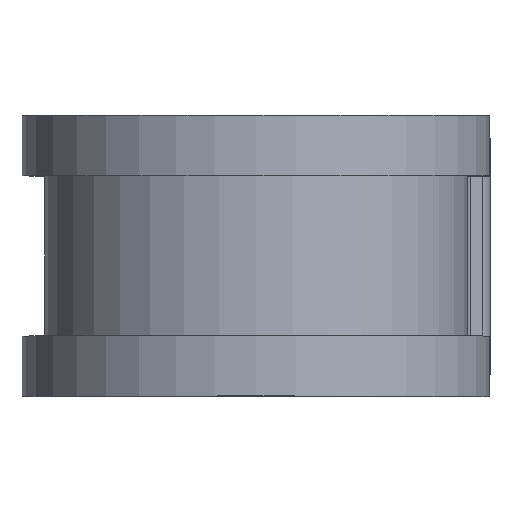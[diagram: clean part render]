
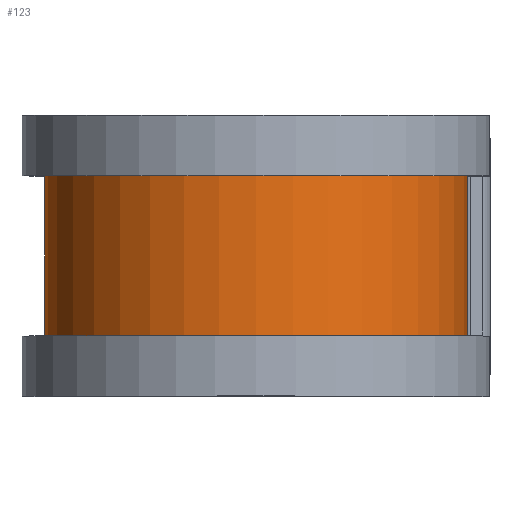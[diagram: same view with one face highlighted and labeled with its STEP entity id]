
A CAD part, top view. The second image highlights one B-rep face of the part: STEP entity #123.
In plain terms, the highlighted cylindrical face has radius 14.237 mm (diameter 28.473 mm), a partial arc.
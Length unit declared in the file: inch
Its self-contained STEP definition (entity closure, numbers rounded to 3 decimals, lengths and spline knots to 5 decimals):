
#30 = VERTEX_POINT ( 'NONE', #268 ) ;
#101 = EDGE_LOOP ( 'NONE', ( #1000, #802, #1377, #1304 ) ) ;
#123 = ADVANCED_FACE ( 'NONE', ( #1571 ), #1574, .T. ) ;
#138 = CIRCLE ( 'NONE', #322, 0.5605 ) ;
#147 = EDGE_CURVE ( 'NONE', #750, #1359, #1581, .T. ) ;
#193 = VERTEX_POINT ( 'NONE', #1643 ) ;
#251 = VECTOR ( 'NONE', #1052, 39.37008 ) ;
#268 = CARTESIAN_POINT ( 'NONE',  ( 0.5605, -0.2125, 0. ) ) ;
#273 = LINE ( 'NONE', #1085, #251 ) ;
#322 = AXIS2_PLACEMENT_3D ( 'NONE', #1459, #710, #1608 ) ;
#323 = CIRCLE ( 'NONE', #1043, 0.5605 ) ;
#470 = CARTESIAN_POINT ( 'NONE',  ( 0., 0.2125, -0.5605 ) ) ;
#545 = CARTESIAN_POINT ( 'NONE',  ( 0., 0.3125, 0. ) ) ;
#613 = DIRECTION ( 'NONE',  ( 0., -1., 0. ) ) ;
#710 = DIRECTION ( 'NONE',  ( 0., -1., 0. ) ) ;
#750 = VERTEX_POINT ( 'NONE', #470 ) ;
#802 = ORIENTED_EDGE ( 'NONE', *, *, #904, .T. ) ;
#904 = EDGE_CURVE ( 'NONE', #193, #750, #323, .T. ) ;
#913 = EDGE_CURVE ( 'NONE', #193, #30, #273, .T. ) ;
#948 = CARTESIAN_POINT ( 'NONE',  ( 0., -0.2125, -0.5605 ) ) ;
#1000 = ORIENTED_EDGE ( 'NONE', *, *, #913, .F. ) ;
#1043 = AXIS2_PLACEMENT_3D ( 'NONE', #1089, #1096, #1111 ) ;
#1052 = DIRECTION ( 'NONE',  ( 0., -1., 0. ) ) ;
#1061 = EDGE_CURVE ( 'NONE', #30, #1359, #138, .T. ) ;
#1085 = CARTESIAN_POINT ( 'NONE',  ( 0.5605, 0.3125, 0. ) ) ;
#1089 = CARTESIAN_POINT ( 'NONE',  ( 0., 0.2125, 0. ) ) ;
#1096 = DIRECTION ( 'NONE',  ( 0., -1., 0. ) ) ;
#1111 = DIRECTION ( 'NONE',  ( 0., 0., -1. ) ) ;
#1237 = CARTESIAN_POINT ( 'NONE',  ( 0., 0.3125, -0.5605 ) ) ;
#1304 = ORIENTED_EDGE ( 'NONE', *, *, #1061, .F. ) ;
#1359 = VERTEX_POINT ( 'NONE', #948 ) ;
#1366 = DIRECTION ( 'NONE',  ( 0., -1., 0. ) ) ;
#1377 = ORIENTED_EDGE ( 'NONE', *, *, #147, .T. ) ;
#1459 = CARTESIAN_POINT ( 'NONE',  ( 0., -0.2125, 0. ) ) ;
#1564 = AXIS2_PLACEMENT_3D ( 'NONE', #545, #613, #1669 ) ;
#1571 = FACE_OUTER_BOUND ( 'NONE', #101, .T. ) ;
#1574 = CYLINDRICAL_SURFACE ( 'NONE', #1564, 0.5605 ) ;
#1581 = LINE ( 'NONE', #1237, #1612 ) ;
#1608 = DIRECTION ( 'NONE',  ( 0., 0., -1. ) ) ;
#1612 = VECTOR ( 'NONE', #1366, 39.37008 ) ;
#1643 = CARTESIAN_POINT ( 'NONE',  ( 0.5605, 0.2125, 0. ) ) ;
#1669 = DIRECTION ( 'NONE',  ( 0., 0., -1. ) ) ;
